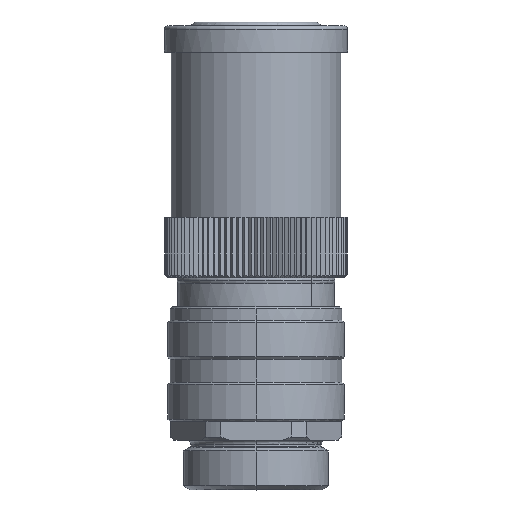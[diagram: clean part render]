
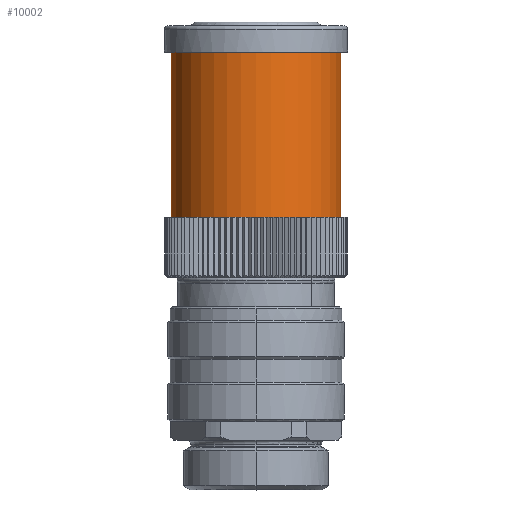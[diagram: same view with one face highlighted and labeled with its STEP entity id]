
A CAD part, front view. The second image highlights one B-rep face of the part: STEP entity #10002.
In plain terms, the highlighted cylindrical face has radius 13 mm (diameter 26 mm), a partial arc.
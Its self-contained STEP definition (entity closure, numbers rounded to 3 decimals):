
#9938=AXIS2_PLACEMENT_3D('Circle Axis2P3D',#9936,#9937,$) ;
#9961=AXIS2_PLACEMENT_3D('Circle Axis2P3D',#9959,#9960,$) ;
#9974=AXIS2_PLACEMENT_3D('Cylinder Axis2P3D',#9971,#9972,#9973) ;
#9992=AXIS2_PLACEMENT_3D('Circle Axis2P3D',#9990,#9991,$) ;
#9936=CARTESIAN_POINT('Axis2P3D Location',(14.,14.,41.7)) ;
#9940=CARTESIAN_POINT('Vertex',(1.,14.,41.7)) ;
#9942=CARTESIAN_POINT('Vertex',(14.,1.,41.7)) ;
#9956=CARTESIAN_POINT('Vertex',(27.,14.,41.7)) ;
#9959=CARTESIAN_POINT('Axis2P3D Location',(14.,14.,41.7)) ;
#9971=CARTESIAN_POINT('Axis2P3D Location',(14.,14.,51.5)) ;
#9976=CARTESIAN_POINT('Line Origine',(1.,14.,51.5)) ;
#9980=CARTESIAN_POINT('Vertex',(1.,14.,67.)) ;
#9983=CARTESIAN_POINT('Line Origine',(27.,14.,51.5)) ;
#9987=CARTESIAN_POINT('Vertex',(27.,14.,67.)) ;
#9990=CARTESIAN_POINT('Axis2P3D Location',(14.,14.,67.)) ;
#9937=DIRECTION('Axis2P3D Direction',(-0.,0.,1.)) ;
#9960=DIRECTION('Axis2P3D Direction',(-0.,0.,1.)) ;
#9972=DIRECTION('Axis2P3D Direction',(0.,0.,1.)) ;
#9973=DIRECTION('Axis2P3D XDirection',(-1.,0.,-0.)) ;
#9977=DIRECTION('Vector Direction',(0.,0.,1.)) ;
#9984=DIRECTION('Vector Direction',(0.,0.,1.)) ;
#9991=DIRECTION('Axis2P3D Direction',(0.,0.,1.)) ;
#9978=VECTOR('Line Direction',#9977,1.) ;
#9985=VECTOR('Line Direction',#9984,1.) ;
#9996=ORIENTED_EDGE('',*,*,#9982,.F.) ;
#9997=ORIENTED_EDGE('',*,*,#9944,.T.) ;
#9998=ORIENTED_EDGE('',*,*,#9963,.T.) ;
#9999=ORIENTED_EDGE('',*,*,#9989,.F.) ;
#10000=ORIENTED_EDGE('',*,*,#9994,.F.) ;
#10002=ADVANCED_FACE('Hauptk\X2\00F6\X0\rper',(#10001),#9975,.T.) ;
#9939=CIRCLE('generated circle',#9938,13.) ;
#9962=CIRCLE('generated circle',#9961,13.) ;
#9993=CIRCLE('generated circle',#9992,13.) ;
#9975=CYLINDRICAL_SURFACE('generated cylinder',#9974,13.) ;
#9944=EDGE_CURVE('',#9941,#9943,#9939,.T.) ;
#9963=EDGE_CURVE('',#9943,#9957,#9962,.T.) ;
#9982=EDGE_CURVE('',#9941,#9981,#9979,.T.) ;
#9989=EDGE_CURVE('',#9988,#9957,#9986,.F.) ;
#9994=EDGE_CURVE('',#9981,#9988,#9993,.T.) ;
#9995=EDGE_LOOP('',(#9996,#9997,#9998,#9999,#10000)) ;
#10001=FACE_OUTER_BOUND('',#9995,.T.) ;
#9979=LINE('Line',#9976,#9978) ;
#9986=LINE('Line',#9983,#9985) ;
#9941=VERTEX_POINT('',#9940) ;
#9943=VERTEX_POINT('',#9942) ;
#9957=VERTEX_POINT('',#9956) ;
#9981=VERTEX_POINT('',#9980) ;
#9988=VERTEX_POINT('',#9987) ;
